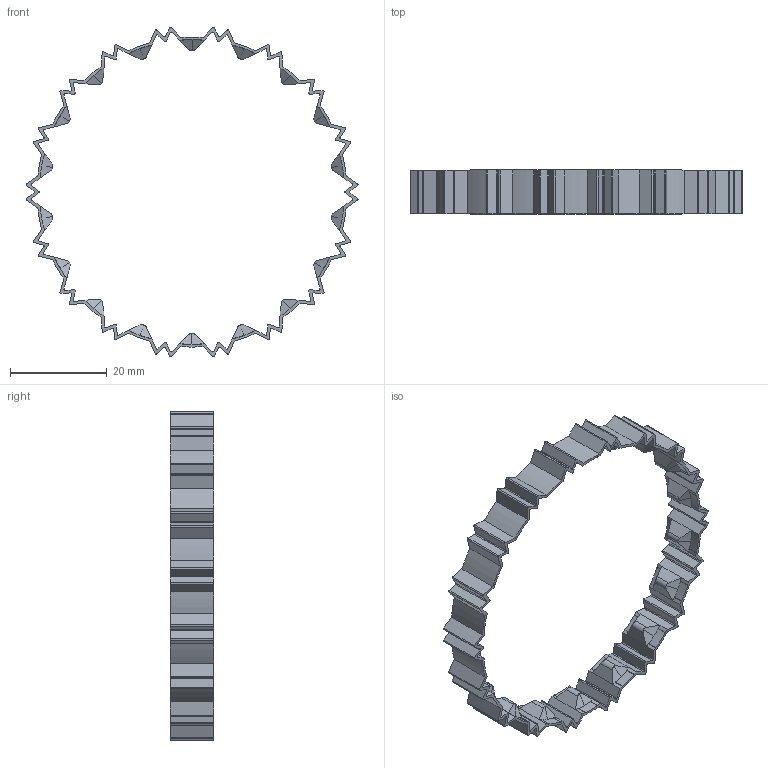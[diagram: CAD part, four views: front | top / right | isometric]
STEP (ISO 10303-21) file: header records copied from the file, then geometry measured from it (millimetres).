
FILE_DESCRIPTION (( 'STEP AP214' ), '1' );
FILE_NAME ('V_Chain v3-ARTHUR-V1.4.STEP', '2025-12-11T19:33:43', ( '' ), ( '' ), 'SwSTEP 2.0', 'SolidWorks 2026', '' );
FILE_SCHEMA (( 'AUTOMOTIVE_DESIGN' ));
Length unit declared in the file: millimetre
Products named in the file (1): V_Chain v3-ARTHUR-V1.4
Bounding box: 68.52 x 9 x 68.02 mm (x, y, z)
Volume: 2045.8 mm3; surface area: 5480 mm2
Topology: 1 solids, 1 shells, 615 faces, 1767 edges, 1154 vertices
Faces by surface type: plane 326, cylinder 217, cone 72
Entity records: 20606 total; most frequent: CARTESIAN_POINT 4725, ORIENTED_EDGE 3534, DIRECTION 3145, EDGE_CURVE 1767, VERTEX_POINT 1154, AXIS2_PLACEMENT_3D 1050, LINE 1045, VECTOR 1045
